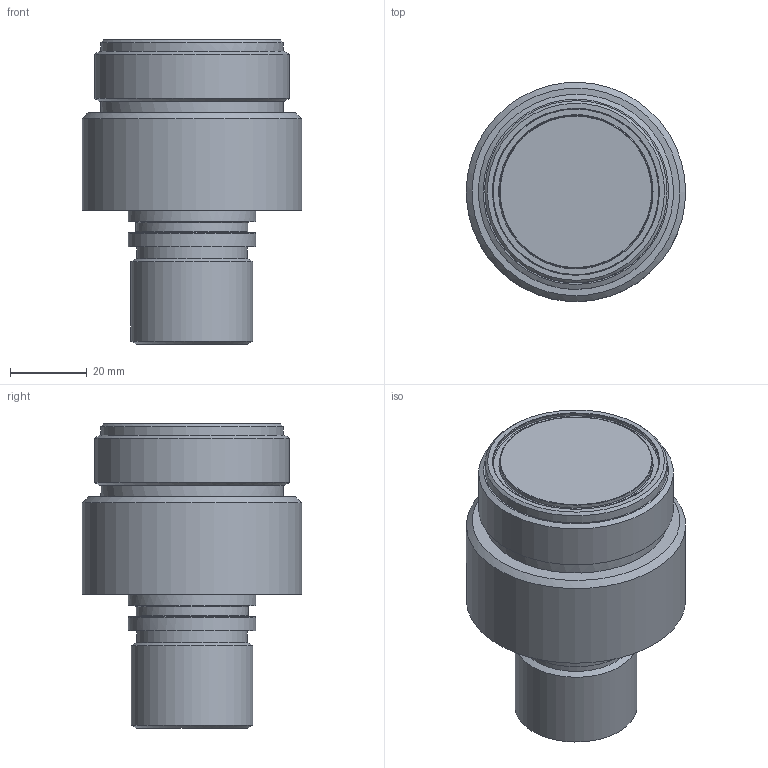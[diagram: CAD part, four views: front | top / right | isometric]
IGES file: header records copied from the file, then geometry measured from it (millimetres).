
Global section: file name: MSSL-BCR; native system: Autodesk Inventor 2014; preprocessor: unknown; author: kwood; date: 20140422.105212; units: inch
Bounding box: 57.1 x 57.12 x 79.38 mm (x, y, z)
Volume: 127814.4 mm3; surface area: 17633.6 mm2
Topology: 1 solids, 1 shells, 40 faces, 102 edges, 75 vertices
Faces by surface type: bspline 40
